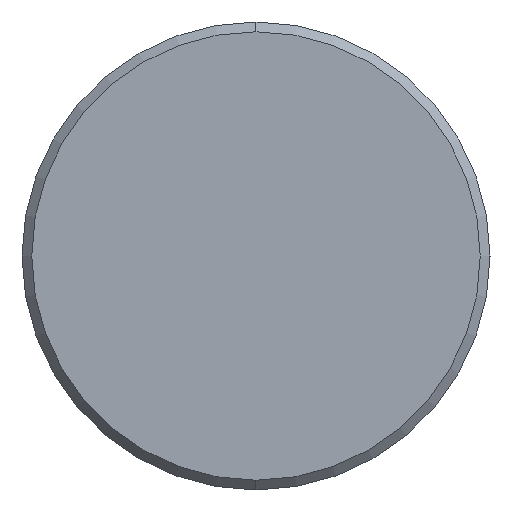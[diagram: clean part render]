
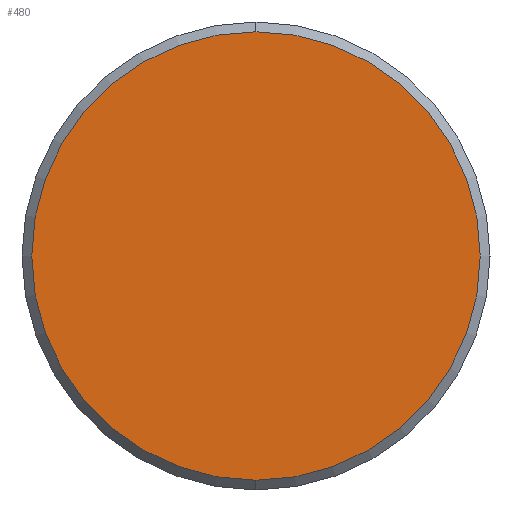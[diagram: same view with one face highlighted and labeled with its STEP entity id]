
A CAD part, left-side view. The second image highlights one B-rep face of the part: STEP entity #480.
In plain terms, the highlighted face is planar.
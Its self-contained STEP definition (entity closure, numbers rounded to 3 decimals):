
#248=CARTESIAN_POINT('',(0.,0.,0.));
#249=DIRECTION('',(0.,0.,1.));
#250=DIRECTION('',(-1.,0.,0.));
#251=AXIS2_PLACEMENT_3D('',#248,#249,#250);
#256=CARTESIAN_POINT('',(0.,0.,0.));
#257=DIRECTION('',(0.,0.,-1.));
#258=DIRECTION('',(-1.,0.,0.));
#259=AXIS2_PLACEMENT_3D('',#256,#257,#258);
#265=CARTESIAN_POINT('',(-5.75,0.,0.));
#267=VERTEX_POINT('',#265);
#269=CARTESIAN_POINT('',(5.75,0.,0.));
#271=VERTEX_POINT('',#269);
#471=CARTESIAN_POINT('',(0.,0.,0.));
#472=DIRECTION('',(0.,0.,-1.));
#473=DIRECTION('',(1.,0.,0.));
#474=AXIS2_PLACEMENT_3D('',#471,#472,#473);
#475=PLANE('',#474);
#476=ORIENTED_EDGE('',*,*,#457,.F.);
#477=ORIENTED_EDGE('',*,*,#439,.T.);
#478=EDGE_LOOP('',(#476,#477));
#479=FACE_OUTER_BOUND('',#478,.F.);
#252=CIRCLE('',#251,5.75);
#260=CIRCLE('',#259,5.75);
#439=EDGE_CURVE('',#267,#271,#260,.T.);
#457=EDGE_CURVE('',#267,#271,#252,.T.);
#480=ADVANCED_FACE('',(#479),#475,.F.);
